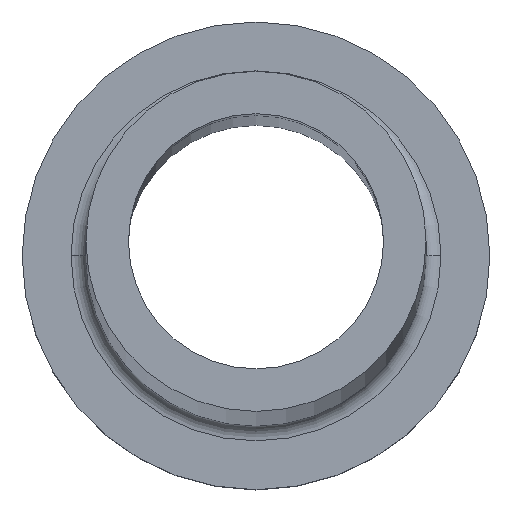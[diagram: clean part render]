
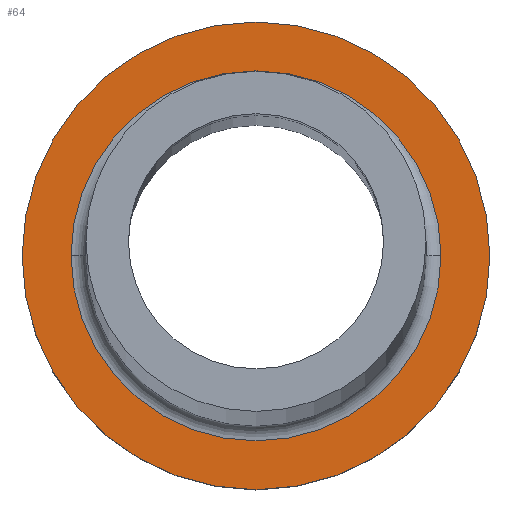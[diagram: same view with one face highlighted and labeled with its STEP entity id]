
A CAD part, top view. The second image highlights one B-rep face of the part: STEP entity #64.
In plain terms, the highlighted planar face has unit normal (0, 0, 1).
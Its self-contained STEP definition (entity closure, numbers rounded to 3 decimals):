
#3 = DIRECTION ( 'NONE',  ( 1., 0., 0. ) ) ;
#25 = EDGE_LOOP ( 'NONE', ( #136, #172 ) ) ;
#31 = DIRECTION ( 'NONE',  ( 1., 0., 0. ) ) ;
#41 = CIRCLE ( 'NONE', #433, 8.7 ) ;
#42 = EDGE_LOOP ( 'NONE', ( #328, #107 ) ) ;
#45 = CARTESIAN_POINT ( 'NONE',  ( 0., 0., 7. ) ) ;
#61 = VERTEX_POINT ( 'NONE', #341 ) ;
#63 = VERTEX_POINT ( 'NONE', #166 ) ;
#64 = ADVANCED_FACE ( 'NONE', ( #348, #350 ), #243, .T. ) ;
#66 = DIRECTION ( 'NONE',  ( 0., 0., 1. ) ) ;
#76 = CARTESIAN_POINT ( 'NONE',  ( 0., 0., 7. ) ) ;
#78 = DIRECTION ( 'NONE',  ( 0., 0., 1. ) ) ;
#100 = EDGE_CURVE ( 'NONE', #334, #246, #41, .T. ) ;
#107 = ORIENTED_EDGE ( 'NONE', *, *, #100, .T. ) ;
#115 = DIRECTION ( 'NONE',  ( 1., 0., 0. ) ) ;
#116 = EDGE_CURVE ( 'NONE', #63, #61, #416, .T. ) ;
#136 = ORIENTED_EDGE ( 'NONE', *, *, #116, .T. ) ;
#137 = AXIS2_PLACEMENT_3D ( 'NONE', #45, #356, #3 ) ;
#153 = CARTESIAN_POINT ( 'NONE',  ( 0., 0., 7. ) ) ;
#162 = AXIS2_PLACEMENT_3D ( 'NONE', #76, #430, #115 ) ;
#166 = CARTESIAN_POINT ( 'NONE',  ( -11., 0., 7. ) ) ;
#172 = ORIENTED_EDGE ( 'NONE', *, *, #226, .T. ) ;
#219 = EDGE_CURVE ( 'NONE', #246, #334, #344, .T. ) ;
#224 = DIRECTION ( 'NONE',  ( 1., 0., 0. ) ) ;
#226 = EDGE_CURVE ( 'NONE', #61, #63, #285, .T. ) ;
#243 = PLANE ( 'NONE',  #251 ) ;
#246 = VERTEX_POINT ( 'NONE', #300 ) ;
#249 = DIRECTION ( 'NONE',  ( 0., 0., -1. ) ) ;
#251 = AXIS2_PLACEMENT_3D ( 'NONE', #381, #66, #31 ) ;
#285 = CIRCLE ( 'NONE', #291, 11. ) ;
#291 = AXIS2_PLACEMENT_3D ( 'NONE', #394, #78, #224 ) ;
#300 = CARTESIAN_POINT ( 'NONE',  ( 8.7, 0., 7. ) ) ;
#328 = ORIENTED_EDGE ( 'NONE', *, *, #219, .T. ) ;
#334 = VERTEX_POINT ( 'NONE', #400 ) ;
#341 = CARTESIAN_POINT ( 'NONE',  ( 11., 0., 7. ) ) ;
#344 = CIRCLE ( 'NONE', #162, 8.7 ) ;
#348 = FACE_BOUND ( 'NONE', #42, .T. ) ;
#350 = FACE_OUTER_BOUND ( 'NONE', #25, .T. ) ;
#355 = DIRECTION ( 'NONE',  ( 1., 0., 0. ) ) ;
#356 = DIRECTION ( 'NONE',  ( 0., 0., 1. ) ) ;
#381 = CARTESIAN_POINT ( 'NONE',  ( 0., 0., 7. ) ) ;
#394 = CARTESIAN_POINT ( 'NONE',  ( 0., 0., 7. ) ) ;
#400 = CARTESIAN_POINT ( 'NONE',  ( -8.7, 0., 7. ) ) ;
#416 = CIRCLE ( 'NONE', #137, 11. ) ;
#430 = DIRECTION ( 'NONE',  ( 0., 0., -1. ) ) ;
#433 = AXIS2_PLACEMENT_3D ( 'NONE', #153, #249, #355 ) ;
